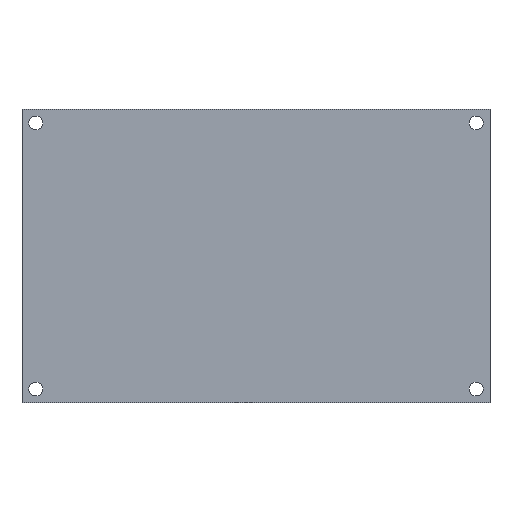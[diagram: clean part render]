
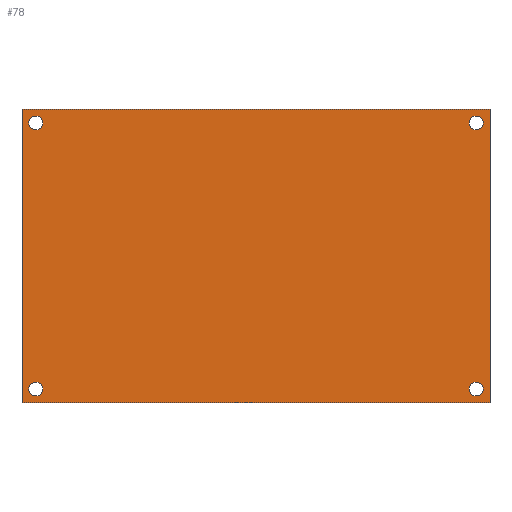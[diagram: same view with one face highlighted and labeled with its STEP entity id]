
A CAD part, top view. The second image highlights one B-rep face of the part: STEP entity #78.
In plain terms, the highlighted planar face has unit normal (0, 0, 1).
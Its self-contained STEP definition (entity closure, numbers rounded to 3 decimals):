
#78 = ADVANCED_FACE( '', ( #92, #93, #94, #95, #96 ), #97, .F. );
#92 = FACE_BOUND( '', #124, .T. );
#93 = FACE_BOUND( '', #125, .T. );
#94 = FACE_BOUND( '', #126, .T. );
#95 = FACE_BOUND( '', #127, .T. );
#96 = FACE_OUTER_BOUND( '', #128, .T. );
#97 = PLANE( '', #129 );
#124 = EDGE_LOOP( '', ( #171 ) );
#125 = EDGE_LOOP( '', ( #172 ) );
#126 = EDGE_LOOP( '', ( #173 ) );
#127 = EDGE_LOOP( '', ( #174 ) );
#128 = EDGE_LOOP( '', ( #175, #176, #177, #178 ) );
#129 = AXIS2_PLACEMENT_3D( '', #179, #180, #181 );
#171 = ORIENTED_EDGE( '', *, *, #230, .T. );
#172 = ORIENTED_EDGE( '', *, *, #231, .T. );
#173 = ORIENTED_EDGE( '', *, *, #232, .T. );
#174 = ORIENTED_EDGE( '', *, *, #233, .T. );
#175 = ORIENTED_EDGE( '', *, *, #222, .F. );
#176 = ORIENTED_EDGE( '', *, *, #234, .F. );
#177 = ORIENTED_EDGE( '', *, *, #226, .F. );
#178 = ORIENTED_EDGE( '', *, *, #229, .F. );
#179 = CARTESIAN_POINT( '', ( -3., -3., 0.8 ) );
#180 = DIRECTION( '', ( 0., 0., -1. ) );
#181 = DIRECTION( '', ( -1., 0., 0. ) );
#222 = EDGE_CURVE( '', #243, #245, #246, .T. );
#226 = EDGE_CURVE( '', #251, #253, #254, .T. );
#229 = EDGE_CURVE( '', #245, #251, #257, .T. );
#230 = EDGE_CURVE( '', #258, #258, #259, .T. );
#231 = EDGE_CURVE( '', #260, #260, #261, .T. );
#232 = EDGE_CURVE( '', #262, #262, #263, .T. );
#233 = EDGE_CURVE( '', #264, #264, #265, .T. );
#234 = EDGE_CURVE( '', #253, #243, #266, .T. );
#243 = VERTEX_POINT( '', #280 );
#245 = VERTEX_POINT( '', #283 );
#246 = LINE( '', #284, #285 );
#251 = VERTEX_POINT( '', #292 );
#253 = VERTEX_POINT( '', #295 );
#254 = LINE( '', #296, #297 );
#257 = LINE( '', #302, #303 );
#258 = VERTEX_POINT( '', #304 );
#259 = CIRCLE( '', #305, 1.5 );
#260 = VERTEX_POINT( '', #306 );
#261 = CIRCLE( '', #307, 1.5 );
#262 = VERTEX_POINT( '', #308 );
#263 = CIRCLE( '', #309, 1.5 );
#264 = VERTEX_POINT( '', #310 );
#265 = CIRCLE( '', #311, 1.5 );
#266 = LINE( '', #312, #313 );
#280 = CARTESIAN_POINT( '', ( 99., -3., 0.8 ) );
#283 = CARTESIAN_POINT( '', ( -3., -3., 0.8 ) );
#284 = CARTESIAN_POINT( '', ( 99., -3., 0.8 ) );
#285 = VECTOR( '', #326, 1000. );
#292 = CARTESIAN_POINT( '', ( -3., 61., 0.8 ) );
#295 = CARTESIAN_POINT( '', ( 99., 61., 0.8 ) );
#296 = CARTESIAN_POINT( '', ( -3., 61., 0.8 ) );
#297 = VECTOR( '', #330, 1000. );
#302 = CARTESIAN_POINT( '', ( -3., -3., 0.8 ) );
#303 = VECTOR( '', #333, 1000. );
#304 = CARTESIAN_POINT( '', ( 1.5, 0., 0.8 ) );
#305 = AXIS2_PLACEMENT_3D( '', #334, #335, #336 );
#306 = CARTESIAN_POINT( '', ( 97.5, 0., 0.8 ) );
#307 = AXIS2_PLACEMENT_3D( '', #337, #338, #339 );
#308 = CARTESIAN_POINT( '', ( 97.5, 58., 0.8 ) );
#309 = AXIS2_PLACEMENT_3D( '', #340, #341, #342 );
#310 = CARTESIAN_POINT( '', ( 1.5, 58., 0.8 ) );
#311 = AXIS2_PLACEMENT_3D( '', #343, #344, #345 );
#312 = CARTESIAN_POINT( '', ( 99., 61., 0.8 ) );
#313 = VECTOR( '', #346, 1000. );
#326 = DIRECTION( '', ( -1., 0., 0. ) );
#330 = DIRECTION( '', ( 1., 0., 0. ) );
#333 = DIRECTION( '', ( 0., 1., 0. ) );
#334 = CARTESIAN_POINT( '', ( 0., 0., 0.8 ) );
#335 = DIRECTION( '', ( 0., 0., -1. ) );
#336 = DIRECTION( '', ( 1., 0., 0. ) );
#337 = CARTESIAN_POINT( '', ( 96., 0., 0.8 ) );
#338 = DIRECTION( '', ( 0., 0., -1. ) );
#339 = DIRECTION( '', ( 1., 0., 0. ) );
#340 = CARTESIAN_POINT( '', ( 96., 58., 0.8 ) );
#341 = DIRECTION( '', ( 0., 0., -1. ) );
#342 = DIRECTION( '', ( 1., 0., 0. ) );
#343 = CARTESIAN_POINT( '', ( 0., 58., 0.8 ) );
#344 = DIRECTION( '', ( 0., 0., -1. ) );
#345 = DIRECTION( '', ( 1., 0., 0. ) );
#346 = DIRECTION( '', ( 0., -1., 0. ) );
